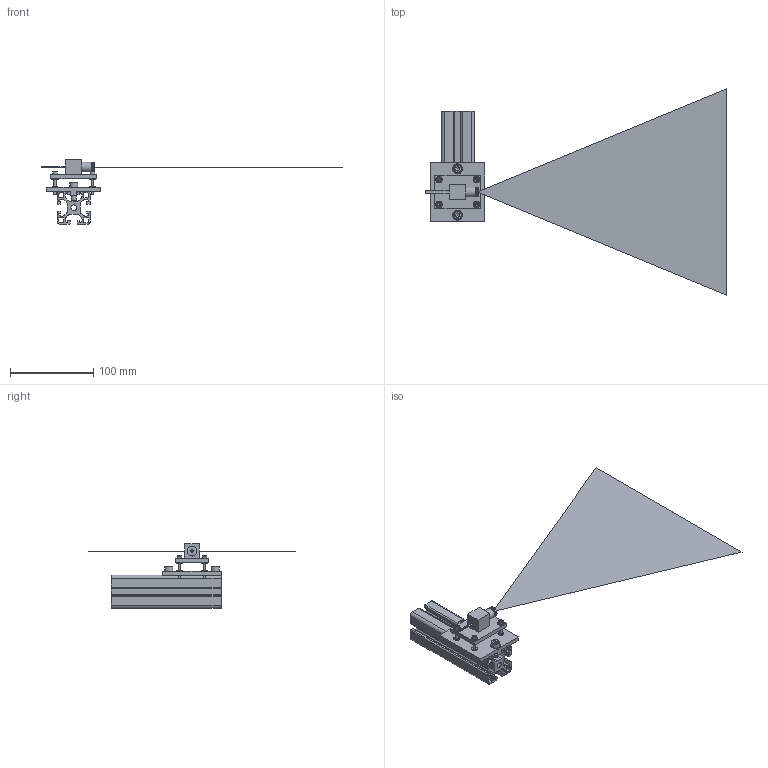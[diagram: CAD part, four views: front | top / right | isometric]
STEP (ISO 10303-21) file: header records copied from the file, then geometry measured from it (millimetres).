
FILE_DESCRIPTION(/* description */ (''),/* implementation_level */ '2;1');
FILE_NAME(/* name */ 'Laserpointer Nivellierer.step',/* time_stamp */ '2025-04-15T19:48:21+02:00',/* author */ ('MVM1'),/* organization */ (''),/* preprocessor_version */ 'ST-DEVELOPER v19',/* originating_system */ 'Autodesk Inventor 2023',/* authorisation */ '');
FILE_SCHEMA (('AUTOMOTIVE_DESIGN { 1 0 10303 214 3 1 1 }'));
Length unit declared in the file: millimetre
Products named in the file (11): Baugruppe3; item_0071722_Profil 8 40x40 leicht_L=500_1; Laserpointer Nivellierer; Pointer_Fixirer; Pointer_Grundplatte; Laser Point Red; DIN 912 - M6 x 16; DIN 125 - A 6,4; DIN 125 - A 3,2; DIN 125 - A 3,7; DIN 912 - M3 x 25
Assembly tree (25 placements, depth 3):
  Baugruppe3
    item_0071722_Profil 8 40x40 leicht_L=500_1
    Laserpointer Nivellierer
      Pointer_Fixirer
      Pointer_Grundplatte
    Laser Point Red
    DIN 912 - M6 x 16  x2
    DIN 125 - A 6,4  x2
    DIN 125 - A 3,7  x8
    DIN 125 - A 3,2  x4
    DIN 912 - M3 x 25  x4
Bounding box: 363 x 248.53 x 78 mm (x, y, z)
Volume: 133812.9 mm3; surface area: 161992.7 mm2
Topology: 25 solids, 25 shells, 647 faces, 1752 edges, 1166 vertices
Faces by surface type: plane 486, cylinder 137, torus 12, cone 12
Full cylindrical faces by diameter (mm): 2.459 x4, 3 x5, 3.2 x4, 3.5 x4, 3.7 x8, 5.5 x4, 6 x4, 6.4 x2, 6.8 x1, 7 x5, 8 x8, 10 x2, 12 x6
Entity records: 18304 total; most frequent: CARTESIAN_POINT 3176, DIRECTION 3115, ORIENTED_EDGE 3082, EDGE_CURVE 1541, LINE 1097, VECTOR 1097, VERTEX_POINT 1028, AXIS2_PLACEMENT_3D 1009
